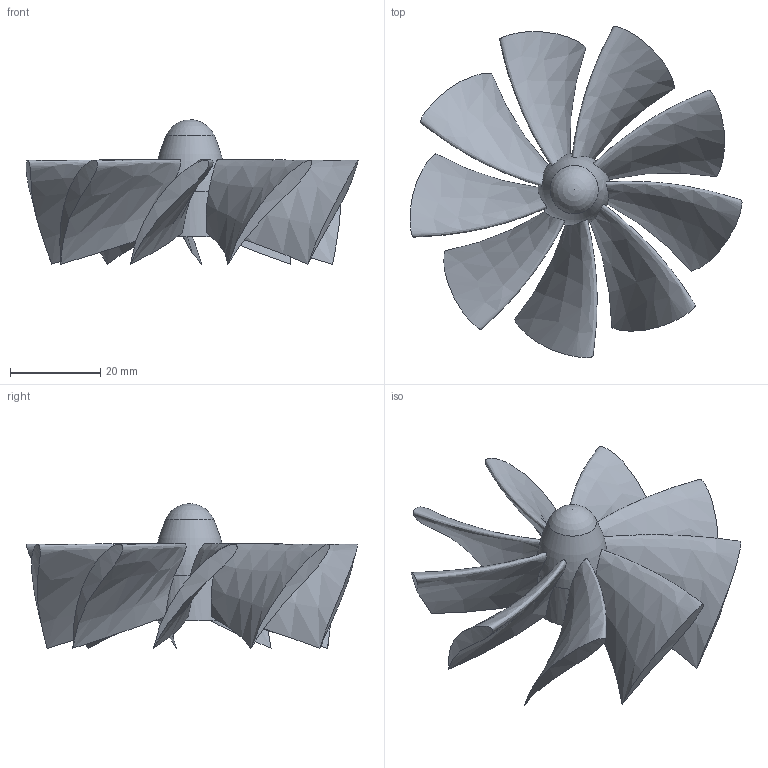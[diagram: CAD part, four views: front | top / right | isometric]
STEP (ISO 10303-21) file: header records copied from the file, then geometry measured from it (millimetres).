
FILE_DESCRIPTION(('FreeCAD Model'),'2;1');
FILE_NAME('Fan.step','2015-04-04T02:18:28',('FreeCAD'),('FreeCAD'), 'Open CASCADE STEP processor 6.7','FreeCAD','Unknown');
FILE_SCHEMA(('AUTOMOTIVE_DESIGN_CC2 { 1 2 10303 214 -1 1 5 4 }'));
Length unit declared in the file: millimetre
Products named in the file (1): Fan
Bounding box: 73.6 x 73.4 x 32.06 mm (x, y, z)
Volume: 15166.7 mm3; surface area: 13819.7 mm2
Topology: 1 solids, 1 shells, 32 faces, 85 edges, 56 vertices
Faces by surface type: bspline 9, offset 9, plane 7, cylinder 4, revolution 2, sphere 1
Full cylindrical faces by diameter (mm): 2.8 x2, 3 x1, 16 x1
Entity records: 24190 total; most frequent: CARTESIAN_POINT 22729, DIRECTION 171, ORIENTED_EDGE 168, PCURVE 168, DEFINITIONAL_REPRESENTATION 168, B_SPLINE_CURVE_WITH_KNOTS 129, LINE 99, VECTOR 99
